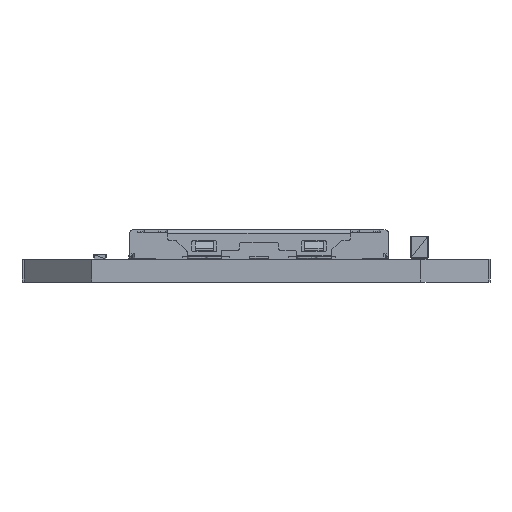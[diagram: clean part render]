
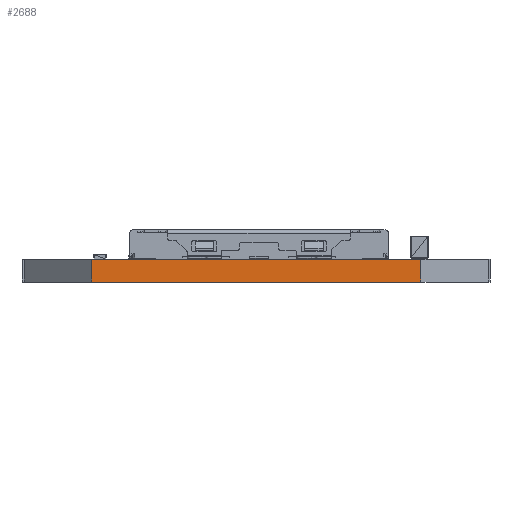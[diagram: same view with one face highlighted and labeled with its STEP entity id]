
A CAD part, front view. The second image highlights one B-rep face of the part: STEP entity #2688.
In plain terms, the highlighted planar face has unit normal (0, -1, 0).
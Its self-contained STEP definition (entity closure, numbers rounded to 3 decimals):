
#2663 = VERTEX_POINT('',#2664);
#2664 = CARTESIAN_POINT('',(-33.8,40.004,-1.));
#2670 = EDGE_CURVE('',#2671,#2663,#2673,.T.);
#2671 = VERTEX_POINT('',#2672);
#2672 = CARTESIAN_POINT('',(-33.8,40.004,0.));
#2673 = LINE('',#2674,#2675);
#2674 = CARTESIAN_POINT('',(-33.8,40.004,0.));
#2675 = VECTOR('',#2676,1.);
#2676 = DIRECTION('',(0.,0.,-1.));
#2688 = ADVANCED_FACE('',(#2689),#2714,.F.);
#2689 = FACE_BOUND('',#2690,.F.);
#2690 = EDGE_LOOP('',(#2691,#2692,#2700,#2708));
#2691 = ORIENTED_EDGE('',*,*,#2670,.T.);
#2692 = ORIENTED_EDGE('',*,*,#2693,.T.);
#2693 = EDGE_CURVE('',#2663,#2694,#2696,.T.);
#2694 = VERTEX_POINT('',#2695);
#2695 = CARTESIAN_POINT('',(-48.202,40.004,-1.));
#2696 = LINE('',#2697,#2698);
#2697 = CARTESIAN_POINT('',(-33.8,40.004,-1.));
#2698 = VECTOR('',#2699,1.);
#2699 = DIRECTION('',(-1.,0.,0.));
#2700 = ORIENTED_EDGE('',*,*,#2701,.F.);
#2701 = EDGE_CURVE('',#2702,#2694,#2704,.T.);
#2702 = VERTEX_POINT('',#2703);
#2703 = CARTESIAN_POINT('',(-48.202,40.004,0.));
#2704 = LINE('',#2705,#2706);
#2705 = CARTESIAN_POINT('',(-48.202,40.004,0.));
#2706 = VECTOR('',#2707,1.);
#2707 = DIRECTION('',(0.,0.,-1.));
#2708 = ORIENTED_EDGE('',*,*,#2709,.F.);
#2709 = EDGE_CURVE('',#2671,#2702,#2710,.T.);
#2710 = LINE('',#2711,#2712);
#2711 = CARTESIAN_POINT('',(-33.8,40.004,0.));
#2712 = VECTOR('',#2713,1.);
#2713 = DIRECTION('',(-1.,0.,0.));
#2714 = PLANE('',#2715);
#2715 = AXIS2_PLACEMENT_3D('',#2716,#2717,#2718);
#2716 = CARTESIAN_POINT('',(-33.8,40.004,0.));
#2717 = DIRECTION('',(0.,1.,0.));
#2718 = DIRECTION('',(-1.,0.,0.));
